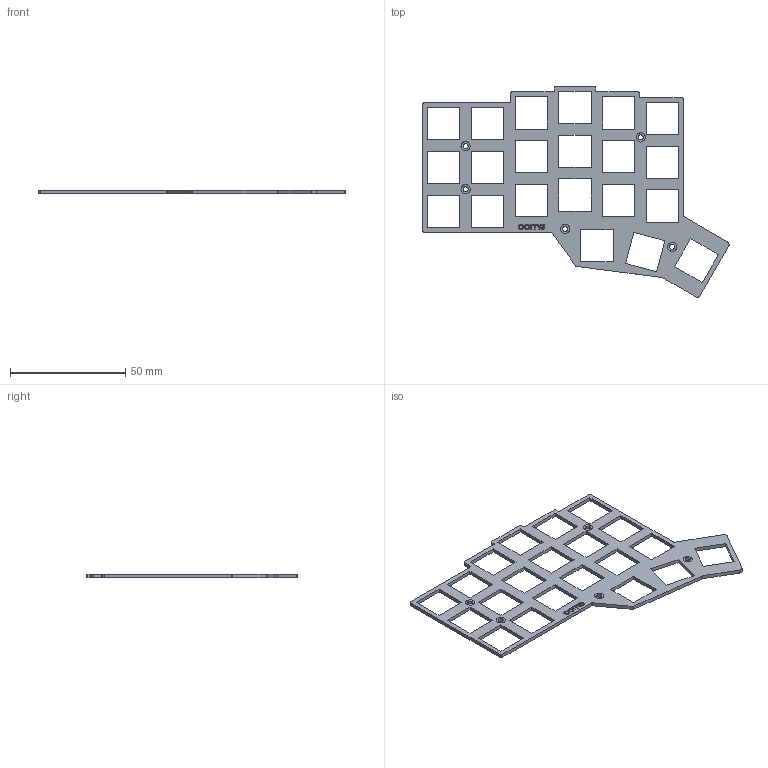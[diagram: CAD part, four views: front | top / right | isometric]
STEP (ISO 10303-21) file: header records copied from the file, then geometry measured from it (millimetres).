
FILE_DESCRIPTION(/* description */ (''),/* implementation_level */ '2;1');
FILE_NAME(/* name */ 'corne-plate fr4 top left.step',/* time_stamp */ '2020-09-12T22:46:38+09:00',/* author */ (''),/* organization */ (''),/* preprocessor_version */ 'ST-DEVELOPER v18.1',/* originating_system */ 'Autodesk Translation Framework v9.3.0.1241',/* authorisation */ '');
FILE_SCHEMA (('AUTOMOTIVE_DESIGN { 1 0 10303 214 3 1 1 }'));
Length unit declared in the file: millimetre
Products named in the file (1): corne-plate fr4 top left
Bounding box: 132.89 x 91.4 x 1.64 mm (x, y, z)
Volume: 6275 mm3; surface area: 10683.7 mm2
Topology: 16 solids, 16 shells, 854 faces, 2466 edges, 1644 vertices
Faces by surface type: plane 805, bspline 37, cylinder 12
Full cylindrical faces by diameter (mm): 4 x10
Entity records: 27757 total; most frequent: CARTESIAN_POINT 5430, ORIENTED_EDGE 4932, DIRECTION 4060, EDGE_CURVE 2466, LINE 2368, VECTOR 2368, VERTEX_POINT 1644, EDGE_LOOP 924
